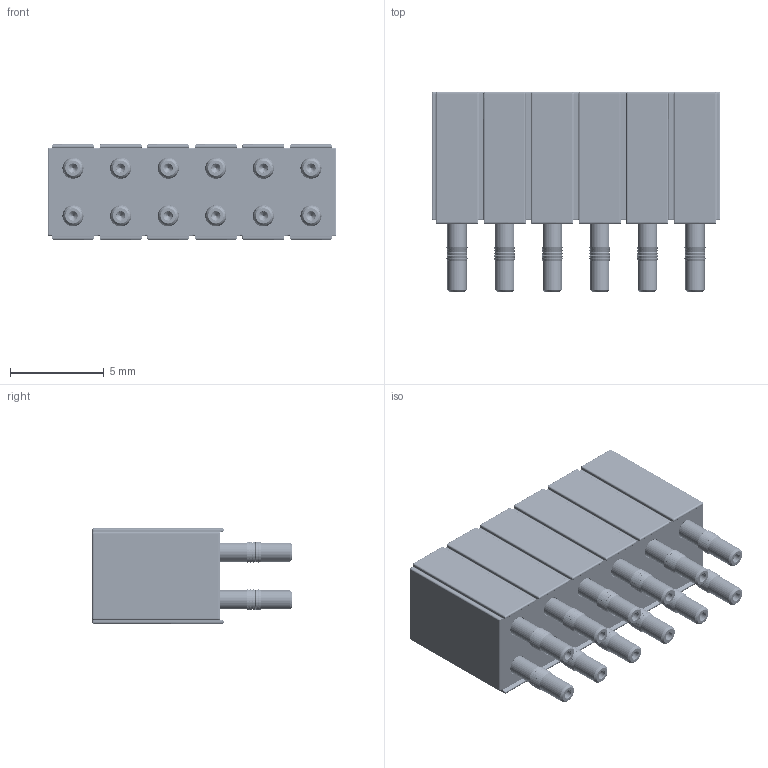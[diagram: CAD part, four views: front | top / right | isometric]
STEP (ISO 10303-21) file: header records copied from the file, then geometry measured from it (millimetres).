
FILE_DESCRIPTION (( 'STEP AP214' ), '1' );
FILE_NAME ('803-xx-012-62-001000.STEP', '2018-07-26T17:19:24', ( '' ), ( '' ), 'SwSTEP 2.0', 'SolidWorks 2014', '' );
FILE_SCHEMA (( 'AUTOMOTIVE_DESIGN' ));
Length unit declared in the file: millimetre
Products named in the file (2): 803-xx-002-62-001000; 803-xx-012-62-001000
Assembly tree (6 placements, depth 2):
  803-xx-012-62-001000
    803-xx-002-62-001000  x6
Bounding box: 15.4 x 10.64 x 5.08 mm (x, y, z)
Volume: 524 mm3; surface area: 2212.9 mm2
Topology: 30 solids, 30 shells, 3600 faces, 8070 edges, 4452 vertices
Faces by surface type: torus 1296, cylinder 636, cone 528, bspline 522, plane 396, sphere 222
Entity records: 22607 total; most frequent: CARTESIAN_POINT 5736, DIRECTION 2896, ORIENTED_EDGE 2592, AXIS2_PLACEMENT_3D 1329, EDGE_CURVE 1296, CIRCLE 807, VERTEX_POINT 734, EDGE_LOOP 636
